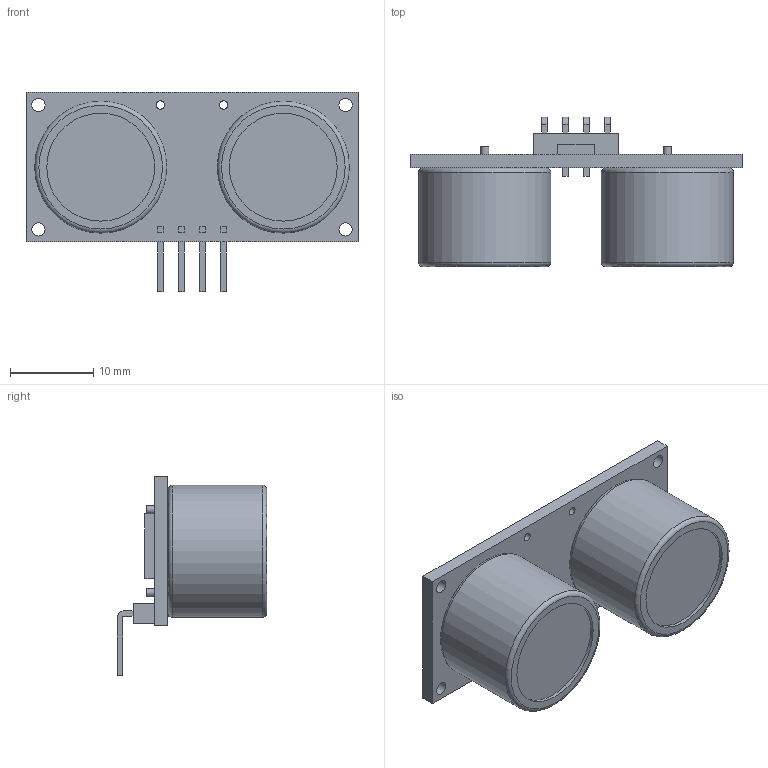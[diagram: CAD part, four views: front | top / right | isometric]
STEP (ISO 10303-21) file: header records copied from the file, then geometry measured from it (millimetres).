
FILE_DESCRIPTION(/* description */ ('STEP AP214'),/* implementation_level */ '2;1');
FILE_NAME(/* name */ 'RCWL-1601.step',/* time_stamp */ '2025-11-18T10:55:54-05:00',/* author */ (''),/* organization */ (''),/* preprocessor_version */ 'ST-DEVELOPER v20.1',/* originating_system */ 'Autodesk Translation Framework v14.21.0.0',/* authorisation */ '');
FILE_SCHEMA (('AUTOMOTIVE_DESIGN { 1 0 10303 214 3 1 1 }'));
Length unit declared in the file: millimetre
Products named in the file (1): Part 1
Bounding box: 40 x 18 x 23.98 mm (x, y, z)
Volume: 5853.2 mm3; surface area: 3819.5 mm2
Topology: 1 solids, 1 shells, 104 faces, 246 edges, 164 vertices
Faces by surface type: plane 74, cylinder 26, torus 4
Full cylindrical faces by diameter (mm): 1 x10, 1.6 x4, 13 x2, 15.9 x2
Entity records: 3172 total; most frequent: DIRECTION 520, CARTESIAN_POINT 515, ORIENTED_EDGE 492, EDGE_CURVE 246, LINE 182, VECTOR 182, AXIS2_PLACEMENT_3D 169, VERTEX_POINT 164
